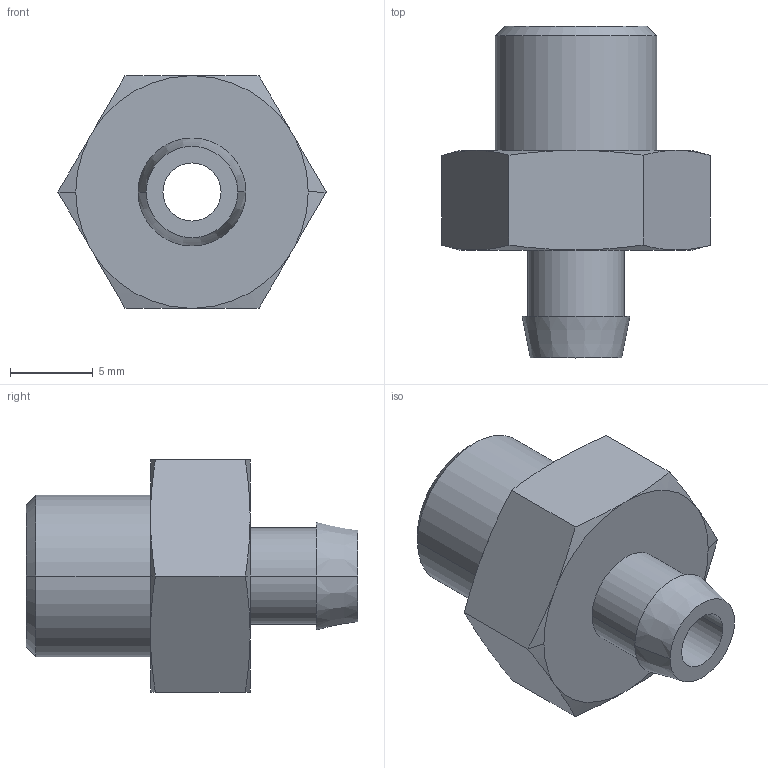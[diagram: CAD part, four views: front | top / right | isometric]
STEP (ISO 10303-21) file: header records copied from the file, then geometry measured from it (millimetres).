
FILE_DESCRIPTION(('STEP AP214'),'1');
FILE_NAME('im11a.stp','2015-11-25T14:47:26',('TraceParts'),('TraceParts S.A.'),'Spatial InterOp 3D',' ',' ');
FILE_SCHEMA(('automotive_design'));
Length unit declared in the file: millimetre
Products named in the file (1): 1
Bounding box: 16.17 x 20 x 14 mm (x, y, z)
Volume: 1551.4 mm3; surface area: 1165.9 mm2
Topology: 1 solids, 1 shells, 37 faces, 90 edges, 58 vertices
Faces by surface type: cone 20, plane 11, cylinder 6
Entity records: 1454 total; most frequent: CARTESIAN_POINT 282, ORIENTED_EDGE 180, DIRECTION 176, EDGE_CURVE 90, AXIS2_PLACEMENT_3D 72, VERTEX_POINT 58, EDGE_LOOP 42, STYLED_ITEM 37
